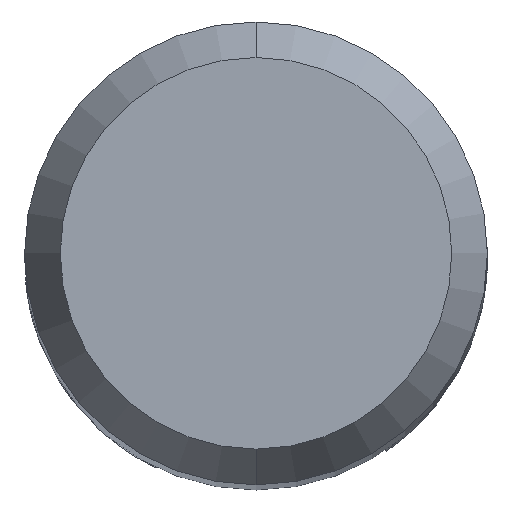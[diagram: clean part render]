
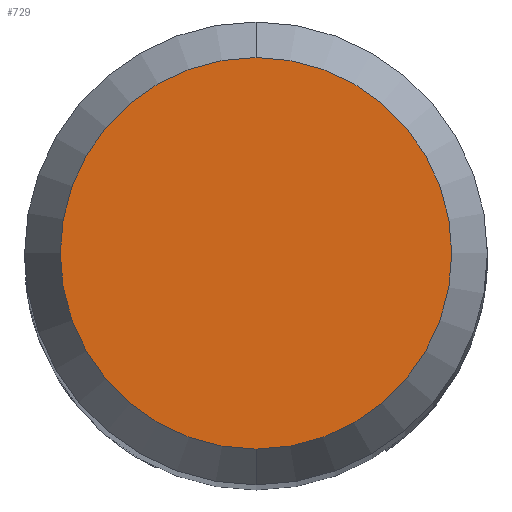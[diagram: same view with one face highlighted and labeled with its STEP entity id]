
A CAD part, top view. The second image highlights one B-rep face of the part: STEP entity #729.
In plain terms, the highlighted planar face has unit normal (0, 0, 1).
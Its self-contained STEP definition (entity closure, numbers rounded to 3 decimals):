
#525=VERTEX_POINT('',#1335);
#567=VERTEX_POINT('',#1380);
#601=EDGE_CURVE('',#525,#567,#1416,.T.);
#729=ADVANCED_FACE('',(#1553),#1554,.T.);
#1195=EDGE_CURVE('',#567,#525,#2067,.T.);
#1335=CARTESIAN_POINT('',(0.,-2.538,0.0));
#1380=CARTESIAN_POINT('',(0.0,2.538,0.0));
#1416=CIRCLE('',#2765,2.538);
#1553=FACE_OUTER_BOUND('',#3399,.T.);
#1554=PLANE('',#3400);
#2067=CIRCLE('',#5673,2.538);
#2765=AXIS2_PLACEMENT_3D('',#5928,#5929,#5930);
#3399=EDGE_LOOP('',(#6040,#6041));
#3400=AXIS2_PLACEMENT_3D('',#6042,#6043,#6044);
#5673=AXIS2_PLACEMENT_3D('',#6611,#6612,#6613);
#5928=CARTESIAN_POINT('',(0.0,0.0,0.0));
#5929=DIRECTION('',(0.0,0.0,-1.0));
#5930=DIRECTION('',(0.0,1.0,0.0));
#6040=ORIENTED_EDGE('',*,*,#1195,.F.);
#6041=ORIENTED_EDGE('',*,*,#601,.F.);
#6042=CARTESIAN_POINT('',(0.0,1.269,0.0));
#6043=DIRECTION('',(-0.0,0.0,1.0));
#6044=DIRECTION('',(0.0,-1.0,0.0));
#6611=CARTESIAN_POINT('',(0.0,0.0,0.0));
#6612=DIRECTION('',(0.0,0.0,-1.0));
#6613=DIRECTION('',(0.0,1.0,0.0));
